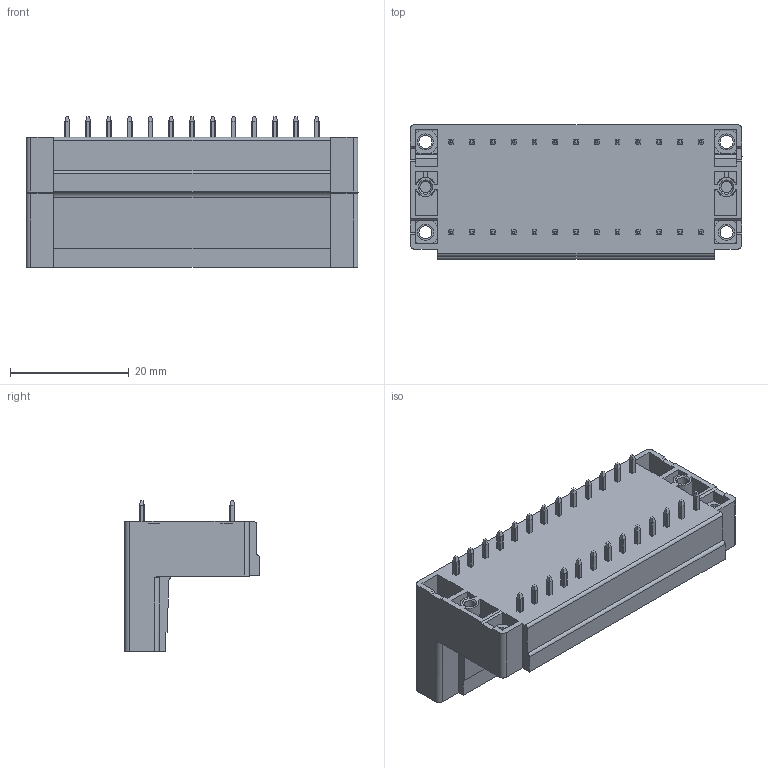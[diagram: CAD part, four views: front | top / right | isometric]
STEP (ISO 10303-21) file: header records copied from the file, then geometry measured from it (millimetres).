
FILE_DESCRIPTION((''),'2;1');
FILE_NAME('TLPHDW-005-1','2024-09-23T09:34:10',('sheji109'),(''),'CREO PARAMETRIC BY PTC INC, 2018100','CREO PARAMETRIC BY PTC INC, 2018100','');
FILE_SCHEMA(('CONFIG_CONTROL_DESIGN'));
Products named in the file (1): TLPHDW-005-1
Bounding box: 55.9 x 22.7 x 25.4 mm (x, y, z)
Volume: 12342.3 mm3; surface area: 12087.6 mm2
Topology: 1 solids, 1 shells, 2234 faces, 6206 edges, 4092 vertices
Faces by surface type: plane 1493, cylinder 549, cone 138, torus 52, bspline 2
Entity records: 71578 total; most frequent: CARTESIAN_POINT 14080, ORIENTED_EDGE 12412, DIRECTION 11408, EDGE_CURVE 6206, VECTOR 4476, LINE 4476, VERTEX_POINT 4092, AXIS2_PLACEMENT_3D 3466
